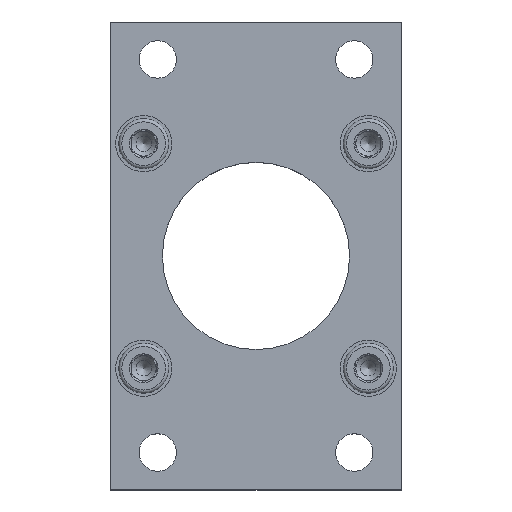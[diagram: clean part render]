
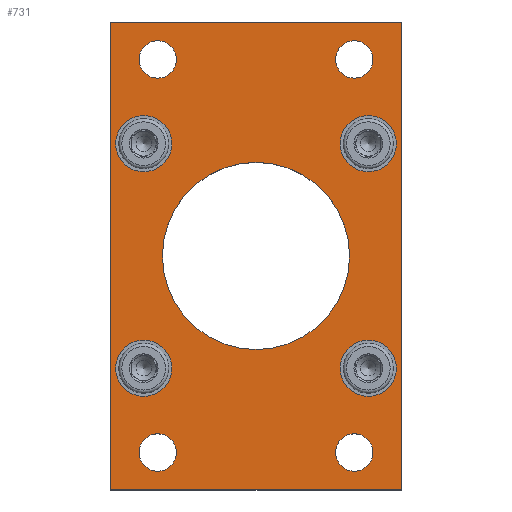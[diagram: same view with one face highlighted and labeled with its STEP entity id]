
A CAD part, top view. The second image highlights one B-rep face of the part: STEP entity #731.
In plain terms, the highlighted planar face has unit normal (0, 0, 1).
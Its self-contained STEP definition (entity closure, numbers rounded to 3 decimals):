
#62=CIRCLE('',#806,6.);
#64=CIRCLE('',#809,6.);
#66=CIRCLE('',#812,6.);
#68=CIRCLE('',#815,6.);
#74=CIRCLE('',#824,30.);
#75=CIRCLE('',#825,9.);
#76=CIRCLE('',#826,9.);
#77=CIRCLE('',#827,9.);
#78=CIRCLE('',#828,9.);
#162=ORIENTED_EDGE('',*,*,#318,.T.);
#163=ORIENTED_EDGE('',*,*,#319,.F.);
#164=ORIENTED_EDGE('',*,*,#320,.F.);
#165=ORIENTED_EDGE('',*,*,#321,.F.);
#166=ORIENTED_EDGE('',*,*,#322,.F.);
#167=ORIENTED_EDGE('',*,*,#310,.F.);
#168=ORIENTED_EDGE('',*,*,#308,.F.);
#169=ORIENTED_EDGE('',*,*,#306,.F.);
#170=ORIENTED_EDGE('',*,*,#304,.F.);
#171=ORIENTED_EDGE('',*,*,#293,.T.);
#172=ORIENTED_EDGE('',*,*,#297,.T.);
#173=ORIENTED_EDGE('',*,*,#300,.T.);
#174=ORIENTED_EDGE('',*,*,#311,.T.);
#293=EDGE_CURVE('',#377,#378,#440,.T.);
#297=EDGE_CURVE('',#378,#381,#444,.T.);
#300=EDGE_CURVE('',#381,#383,#447,.T.);
#304=EDGE_CURVE('',#386,#386,#62,.T.);
#306=EDGE_CURVE('',#388,#388,#64,.T.);
#308=EDGE_CURVE('',#390,#390,#66,.T.);
#310=EDGE_CURVE('',#392,#392,#68,.T.);
#311=EDGE_CURVE('',#383,#377,#450,.T.);
#318=EDGE_CURVE('',#398,#398,#74,.T.);
#319=EDGE_CURVE('',#399,#399,#75,.T.);
#320=EDGE_CURVE('',#400,#400,#76,.T.);
#321=EDGE_CURVE('',#401,#401,#77,.T.);
#322=EDGE_CURVE('',#402,#402,#78,.T.);
#377=VERTEX_POINT('',#1154);
#378=VERTEX_POINT('',#1155);
#381=VERTEX_POINT('',#1163);
#383=VERTEX_POINT('',#1169);
#386=VERTEX_POINT('',#1177);
#388=VERTEX_POINT('',#1182);
#390=VERTEX_POINT('',#1187);
#392=VERTEX_POINT('',#1192);
#398=VERTEX_POINT('',#1209);
#399=VERTEX_POINT('',#1211);
#400=VERTEX_POINT('',#1213);
#401=VERTEX_POINT('',#1215);
#402=VERTEX_POINT('',#1217);
#440=LINE('',#1153,#470);
#444=LINE('',#1162,#474);
#447=LINE('',#1168,#477);
#450=LINE('',#1194,#480);
#470=VECTOR('',#911,1000.);
#474=VECTOR('',#917,1000.);
#477=VECTOR('',#922,1000.);
#480=VECTOR('',#951,1000.);
#522=EDGE_LOOP('',(#162));
#523=EDGE_LOOP('',(#163));
#524=EDGE_LOOP('',(#164));
#525=EDGE_LOOP('',(#165));
#526=EDGE_LOOP('',(#166));
#527=EDGE_LOOP('',(#167));
#528=EDGE_LOOP('',(#168));
#529=EDGE_LOOP('',(#169));
#530=EDGE_LOOP('',(#170));
#531=EDGE_LOOP('',(#171,#172,#173,#174));
#620=FACE_BOUND('',#522,.T.);
#621=FACE_BOUND('',#523,.T.);
#622=FACE_BOUND('',#524,.T.);
#623=FACE_BOUND('',#525,.T.);
#624=FACE_BOUND('',#526,.T.);
#625=FACE_BOUND('',#527,.T.);
#626=FACE_BOUND('',#528,.T.);
#627=FACE_BOUND('',#529,.T.);
#628=FACE_BOUND('',#530,.T.);
#629=FACE_BOUND('',#531,.T.);
#702=PLANE('',#823);
#731=ADVANCED_FACE('',(#620,#621,#622,#623,#624,#625,#626,#627,#628,#629),
#702,.T.);
#806=AXIS2_PLACEMENT_3D('',#1176,#929,#930);
#809=AXIS2_PLACEMENT_3D('',#1181,#935,#936);
#812=AXIS2_PLACEMENT_3D('',#1186,#941,#942);
#815=AXIS2_PLACEMENT_3D('',#1191,#947,#948);
#823=AXIS2_PLACEMENT_3D('',#1207,#965,#966);
#824=AXIS2_PLACEMENT_3D('',#1208,#967,#968);
#825=AXIS2_PLACEMENT_3D('',#1210,#969,#970);
#826=AXIS2_PLACEMENT_3D('',#1212,#971,#972);
#827=AXIS2_PLACEMENT_3D('',#1214,#973,#974);
#828=AXIS2_PLACEMENT_3D('',#1216,#975,#976);
#911=DIRECTION('',(0.,-1.,0.));
#917=DIRECTION('',(1.,0.,0.));
#922=DIRECTION('',(0.,1.,0.));
#929=DIRECTION('',(0.,0.,1.));
#930=DIRECTION('',(1.,0.,0.));
#935=DIRECTION('',(0.,0.,1.));
#936=DIRECTION('',(1.,0.,0.));
#941=DIRECTION('',(0.,0.,1.));
#942=DIRECTION('',(1.,0.,0.));
#947=DIRECTION('',(0.,0.,1.));
#948=DIRECTION('',(1.,0.,0.));
#951=DIRECTION('',(-1.,0.,0.));
#965=DIRECTION('',(0.,0.,1.));
#966=DIRECTION('',(1.,0.,0.));
#967=DIRECTION('',(0.,0.,-1.));
#968=DIRECTION('',(-1.,0.,0.));
#969=DIRECTION('',(0.,0.,1.));
#970=DIRECTION('',(1.,0.,0.));
#971=DIRECTION('',(0.,0.,1.));
#972=DIRECTION('',(1.,0.,0.));
#973=DIRECTION('',(0.,0.,1.));
#974=DIRECTION('',(1.,0.,0.));
#975=DIRECTION('',(0.,0.,1.));
#976=DIRECTION('',(1.,0.,0.));
#1153=CARTESIAN_POINT('',(-46.5,75.,0.));
#1154=CARTESIAN_POINT('',(-46.5,75.,0.));
#1155=CARTESIAN_POINT('',(-46.5,-75.,0.));
#1162=CARTESIAN_POINT('',(-46.5,-75.,0.));
#1163=CARTESIAN_POINT('',(46.5,-75.,0.));
#1168=CARTESIAN_POINT('',(46.5,-75.,0.));
#1169=CARTESIAN_POINT('',(46.5,75.,0.));
#1176=CARTESIAN_POINT('',(31.5,63.,0.));
#1177=CARTESIAN_POINT('',(37.5,63.,0.));
#1181=CARTESIAN_POINT('',(31.5,-63.,0.));
#1182=CARTESIAN_POINT('',(37.5,-63.,0.));
#1186=CARTESIAN_POINT('',(-31.5,63.,0.));
#1187=CARTESIAN_POINT('',(-25.5,63.,0.));
#1191=CARTESIAN_POINT('',(-31.5,-63.,0.));
#1192=CARTESIAN_POINT('',(-25.5,-63.,0.));
#1194=CARTESIAN_POINT('',(46.5,75.,0.));
#1207=CARTESIAN_POINT('',(0.,0.,0.));
#1208=CARTESIAN_POINT('',(0.,0.,0.));
#1209=CARTESIAN_POINT('',(-30.,0.,0.));
#1210=CARTESIAN_POINT('',(-36.,-36.,0.));
#1211=CARTESIAN_POINT('',(-27.,-36.,0.));
#1212=CARTESIAN_POINT('',(36.,-36.,0.));
#1213=CARTESIAN_POINT('',(45.,-36.,0.));
#1214=CARTESIAN_POINT('',(-36.,36.,0.));
#1215=CARTESIAN_POINT('',(-27.,36.,0.));
#1216=CARTESIAN_POINT('',(36.,36.,0.));
#1217=CARTESIAN_POINT('',(45.,36.,0.));
